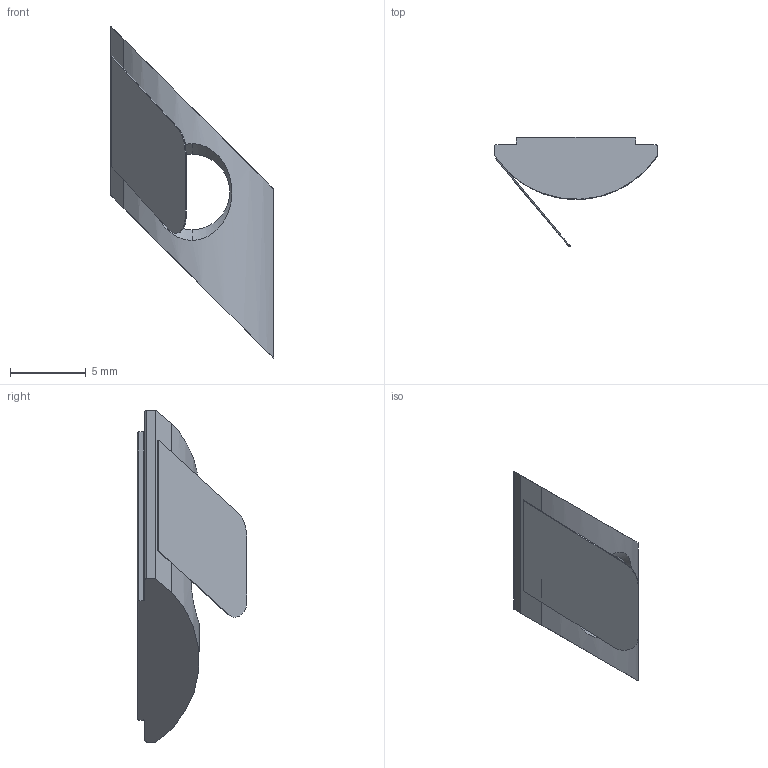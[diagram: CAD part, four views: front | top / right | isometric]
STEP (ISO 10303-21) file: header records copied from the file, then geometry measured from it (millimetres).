
FILE_DESCRIPTION (( 'STEP AP214' ), '1' );
FILE_NAME ('096r426f.STEP', '2014-08-19T05:57:36', ( '' ), ( '' ), 'SwSTEP 2.0', 'SolidWorks 2014', '' );
FILE_SCHEMA (( 'AUTOMOTIVE_DESIGN' ));
Length unit declared in the file: millimetre
Products named in the file (3): 340me290_Standard; 096r423_096 r 426; 096r426f
Assembly tree (2 placements, depth 2):
  096r426f
    096r423_096 r 426
    340me290_Standard
Bounding box: 10.8 x 7.24 x 21.97 mm (x, y, z)
Volume: 295.1 mm3; surface area: 504.8 mm2
Topology: 2 solids, 2 shells, 31 faces, 77 edges, 50 vertices
Faces by surface type: plane 16, cylinder 11, cone 4
Entity records: 1073 total; most frequent: CARTESIAN_POINT 259, ORIENTED_EDGE 154, DIRECTION 143, EDGE_CURVE 77, LINE 51, VECTOR 51, VERTEX_POINT 50, AXIS2_PLACEMENT_3D 46
